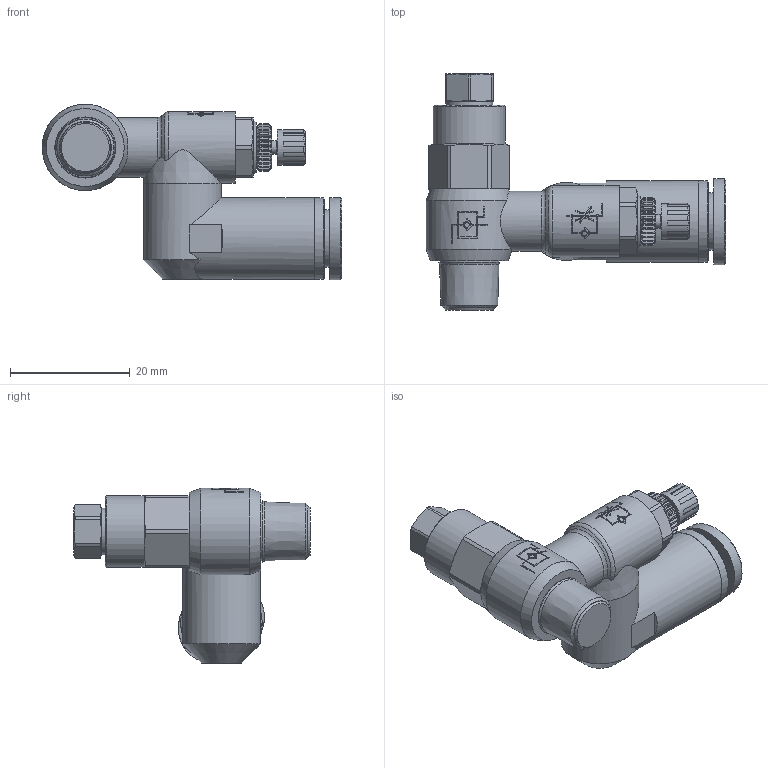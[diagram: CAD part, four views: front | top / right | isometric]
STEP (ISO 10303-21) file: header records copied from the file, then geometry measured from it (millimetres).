
FILE_DESCRIPTION((''),'2;1');
FILE_NAME('GNSP 0801.stp','2019-05-21T10:03:29',('user'),(''),'Autodesk Inventor 2013','Autodesk Inventor 2013','');
FILE_SCHEMA(('AUTOMOTIVE_DESIGN { 1 0 10303 214 1 1 1 1 }'));
Length unit declared in the file: millimetre
Products named in the file (16): GNSP 0801 조립품; GNSP BODY 0801(PLASTIC); GNSP BODY ASSY 01; GNSP BODY 01(BRASS); P-CHECK BODY 01(BRASS); P-NSE BRASS ASSY 01; P-NSE BODY 01(BRASS); P-NEEDLE 01(BRASS); P-LINER 01(BRASS); LOCK NUT M5; HANDLE 01(PLASTIC); GNPL PLASTIC ASSY 08; GNPL BODY 08(PLASTIC); G-COLLAR 08L; COLLAR G08L; SLEEVE G08
Assembly tree (15 placements, depth 4):
  GNSP 0801 조립품
    GNSP BODY 0801(PLASTIC)
    GNSP BODY ASSY 01
      GNSP BODY 01(BRASS)
      P-CHECK BODY 01(BRASS)
    P-NSE BRASS ASSY 01
      P-NSE BODY 01(BRASS)
      P-NEEDLE 01(BRASS)
      P-LINER 01(BRASS)
      LOCK NUT M5
      HANDLE 01(PLASTIC)
    GNPL PLASTIC ASSY 08
      GNPL BODY 08(PLASTIC)
      G-COLLAR 08L
        COLLAR G08L
        SLEEVE G08
Bounding box: 50 x 39.4 x 29.25 mm (x, y, z)
Volume: 10886.5 mm3; surface area: 6390.8 mm2
Topology: 12 solids, 12 shells, 851 faces, 2287 edges, 1496 vertices
Faces by surface type: plane 582, cone 100, cylinder 93, bspline 73, torus 3
Full cylindrical faces by diameter (mm): 0.5 x1, 2.3 x1, 4.3 x1, 6 x1, 7.8 x1, 8.2 x2, 9.6 x1, 9.8 x1, 10 x1, 10.2 x1, 11.9 x1, 12 x1, 13 x1, 13.6 x2
Entity records: 34518 total; most frequent: CARTESIAN_POINT 14093, ORIENTED_EDGE 4466, DIRECTION 3761, EDGE_CURVE 2233, VERTEX_POINT 1479, VECTOR 1405, LINE 1405, AXIS2_PLACEMENT_3D 1178
